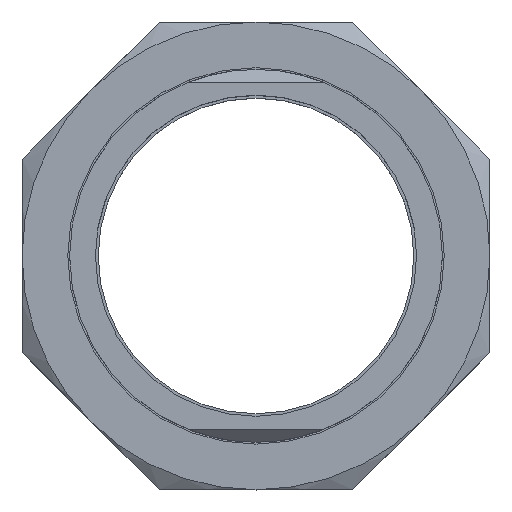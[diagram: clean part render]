
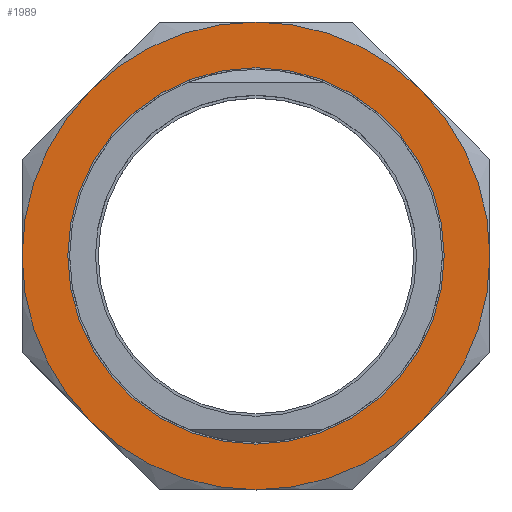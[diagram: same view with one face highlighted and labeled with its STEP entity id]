
A CAD part, top view. The second image highlights one B-rep face of the part: STEP entity #1989.
In plain terms, the highlighted planar face has unit normal (0, 0, 1).
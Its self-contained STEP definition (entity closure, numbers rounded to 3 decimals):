
#28 = CARTESIAN_POINT ( 'NONE',  ( -51.5, 0., 16.5 ) ) ;
#55 = DIRECTION ( 'NONE',  ( 1., 0., 0. ) ) ;
#98 = AXIS2_PLACEMENT_3D ( 'NONE', #113, #112, #111 ) ;
#111 = DIRECTION ( 'NONE',  ( 1., 0., 0. ) ) ;
#112 = DIRECTION ( 'NONE',  ( 0., 0., 1. ) ) ;
#113 = CARTESIAN_POINT ( 'NONE',  ( 0., 0., 16.5 ) ) ;
#116 = CIRCLE ( 'NONE', #98, 51.5 ) ;
#121 = CARTESIAN_POINT ( 'NONE',  ( 51.5, 0., 16.5 ) ) ;
#125 = CIRCLE ( 'NONE', #132, 64. ) ;
#130 = DIRECTION ( 'NONE',  ( 0., 0., 1. ) ) ;
#131 = CARTESIAN_POINT ( 'NONE',  ( 0., 0., 16.5 ) ) ;
#132 = AXIS2_PLACEMENT_3D ( 'NONE', #131, #130, #55 ) ;
#160 = CARTESIAN_POINT ( 'NONE',  ( -64., 0., 16.5 ) ) ;
#167 = CARTESIAN_POINT ( 'NONE',  ( 0., 64., 16.5 ) ) ;
#1085 = DIRECTION ( 'NONE',  ( 0., 0., 1. ) ) ;
#1086 = CARTESIAN_POINT ( 'NONE',  ( 0., 0., 16.5 ) ) ;
#1087 = DIRECTION ( 'NONE',  ( 1., 0., 0. ) ) ;
#1088 = AXIS2_PLACEMENT_3D ( 'NONE', #1086, #1085, #1087 ) ;
#1089 = CIRCLE ( 'NONE', #1088, 64. ) ;
#1576 = CIRCLE ( 'NONE', #1583, 51.5 ) ;
#1579 = DIRECTION ( 'NONE',  ( 1., 0., 0. ) ) ;
#1580 = DIRECTION ( 'NONE',  ( 0., 0., 1. ) ) ;
#1582 = CARTESIAN_POINT ( 'NONE',  ( 0., 0., 16.5 ) ) ;
#1583 = AXIS2_PLACEMENT_3D ( 'NONE', #1582, #1580, #1579 ) ;
#1808 = VERTEX_POINT ( 'NONE', #28 ) ;
#1861 = EDGE_CURVE ( 'NONE', #1808, #1872, #116, .T. ) ;
#1872 = VERTEX_POINT ( 'NONE', #121 ) ;
#1876 = EDGE_CURVE ( 'NONE', #1912, #1888, #125, .T. ) ;
#1885 = VERTEX_POINT ( 'NONE', #167 ) ;
#1888 = VERTEX_POINT ( 'NONE', #160 ) ;
#1898 = EDGE_CURVE ( 'NONE', #1916, #1885, #2200, .T. ) ;
#1909 = EDGE_CURVE ( 'NONE', #1942, #1916, #2238, .T. ) ;
#1912 = VERTEX_POINT ( 'NONE', #2276 ) ;
#1914 = EDGE_CURVE ( 'NONE', #1885, #1912, #2265, .T. ) ;
#1916 = VERTEX_POINT ( 'NONE', #2266 ) ;
#1921 = VERTEX_POINT ( 'NONE', #2269 ) ;
#1942 = VERTEX_POINT ( 'NONE', #2319 ) ;
#1943 = EDGE_CURVE ( 'NONE', #1921, #1942, #2326, .T. ) ;
#1947 = VERTEX_POINT ( 'NONE', #2348 ) ;
#1952 = EDGE_CURVE ( 'NONE', #1947, #1921, #2179, .T. ) ;
#1960 = EDGE_CURVE ( 'NONE', #1961, #1947, #2220, .T. ) ;
#1961 = VERTEX_POINT ( 'NONE', #2373 ) ;
#1967 = ORIENTED_EDGE ( 'NONE', *, *, #1898, .T. ) ;
#1980 = ORIENTED_EDGE ( 'NONE', *, *, #2021, .T. ) ;
#1989 = ADVANCED_FACE ( 'NONE', ( #2416, #2426 ), #2235, .F. ) ;
#2011 = ORIENTED_EDGE ( 'NONE', *, *, #1943, .T. ) ;
#2014 = EDGE_LOOP ( 'NONE', ( #2060, #2015 ) ) ;
#2015 = ORIENTED_EDGE ( 'NONE', *, *, #1861, .F. ) ;
#2021 = EDGE_CURVE ( 'NONE', #1888, #1961, #1089, .T. ) ;
#2058 = ORIENTED_EDGE ( 'NONE', *, *, #1960, .T. ) ;
#2059 = ORIENTED_EDGE ( 'NONE', *, *, #1952, .T. ) ;
#2060 = ORIENTED_EDGE ( 'NONE', *, *, #2114, .F. ) ;
#2061 = EDGE_LOOP ( 'NONE', ( #2063, #1967, #2107, #2119, #1980, #2058, #2059, #2011 ) ) ;
#2063 = ORIENTED_EDGE ( 'NONE', *, *, #1909, .T. ) ;
#2107 = ORIENTED_EDGE ( 'NONE', *, *, #1914, .T. ) ;
#2114 = EDGE_CURVE ( 'NONE', #1872, #1808, #1576, .T. ) ;
#2119 = ORIENTED_EDGE ( 'NONE', *, *, #1876, .T. ) ;
#2169 = DIRECTION ( 'NONE',  ( 0., 0., 1. ) ) ;
#2170 = AXIS2_PLACEMENT_3D ( 'NONE', #2173, #2169, #2181 ) ;
#2173 = CARTESIAN_POINT ( 'NONE',  ( 0., 0., 16.5 ) ) ;
#2179 = CIRCLE ( 'NONE', #2170, 64. ) ;
#2181 = DIRECTION ( 'NONE',  ( 1., 0., 0. ) ) ;
#2196 = DIRECTION ( 'NONE',  ( 1., 0., 0. ) ) ;
#2197 = DIRECTION ( 'NONE',  ( 0., 0., 1. ) ) ;
#2198 = CARTESIAN_POINT ( 'NONE',  ( 0., 0., 16.5 ) ) ;
#2199 = AXIS2_PLACEMENT_3D ( 'NONE', #2198, #2197, #2196 ) ;
#2200 = CIRCLE ( 'NONE', #2199, 64. ) ;
#2217 = DIRECTION ( 'NONE',  ( 0., 0., 1. ) ) ;
#2218 = CARTESIAN_POINT ( 'NONE',  ( 0., 0., 16.5 ) ) ;
#2219 = AXIS2_PLACEMENT_3D ( 'NONE', #2218, #2217, #2222 ) ;
#2220 = CIRCLE ( 'NONE', #2219, 64. ) ;
#2222 = DIRECTION ( 'NONE',  ( 1., 0., 0. ) ) ;
#2235 = PLANE ( 'NONE',  #2250 ) ;
#2237 = AXIS2_PLACEMENT_3D ( 'NONE', #2244, #2243, #2242 ) ;
#2238 = CIRCLE ( 'NONE', #2237, 64. ) ;
#2242 = DIRECTION ( 'NONE',  ( 1., 0., 0. ) ) ;
#2243 = DIRECTION ( 'NONE',  ( 0., 0., 1. ) ) ;
#2244 = CARTESIAN_POINT ( 'NONE',  ( 0., 0., 16.5 ) ) ;
#2245 = DIRECTION ( 'NONE',  ( -1., 0., 0. ) ) ;
#2246 = DIRECTION ( 'NONE',  ( 0., 0., -1. ) ) ;
#2249 = CARTESIAN_POINT ( 'NONE',  ( 0., 64., 16.5 ) ) ;
#2250 = AXIS2_PLACEMENT_3D ( 'NONE', #2249, #2246, #2245 ) ;
#2264 = DIRECTION ( 'NONE',  ( 0., 0., 1. ) ) ;
#2265 = CIRCLE ( 'NONE', #2284, 64. ) ;
#2266 = CARTESIAN_POINT ( 'NONE',  ( 45.255, 45.255, 16.5 ) ) ;
#2267 = CARTESIAN_POINT ( 'NONE',  ( 0., 0., 16.5 ) ) ;
#2269 = CARTESIAN_POINT ( 'NONE',  ( 45.255, -45.255, 16.5 ) ) ;
#2276 = CARTESIAN_POINT ( 'NONE',  ( -45.255, 45.255, 16.5 ) ) ;
#2283 = DIRECTION ( 'NONE',  ( 1., 0., 0. ) ) ;
#2284 = AXIS2_PLACEMENT_3D ( 'NONE', #2267, #2264, #2283 ) ;
#2319 = CARTESIAN_POINT ( 'NONE',  ( 64., 0., 16.5 ) ) ;
#2322 = DIRECTION ( 'NONE',  ( 1., 0., 0. ) ) ;
#2323 = DIRECTION ( 'NONE',  ( 0., 0., 1. ) ) ;
#2324 = CARTESIAN_POINT ( 'NONE',  ( 0., 0., 16.5 ) ) ;
#2325 = AXIS2_PLACEMENT_3D ( 'NONE', #2324, #2323, #2322 ) ;
#2326 = CIRCLE ( 'NONE', #2325, 64. ) ;
#2348 = CARTESIAN_POINT ( 'NONE',  ( 0., -64., 16.5 ) ) ;
#2373 = CARTESIAN_POINT ( 'NONE',  ( -45.255, -45.255, 16.5 ) ) ;
#2416 = FACE_BOUND ( 'NONE', #2014, .T. ) ;
#2426 = FACE_OUTER_BOUND ( 'NONE', #2061, .T. ) ;
